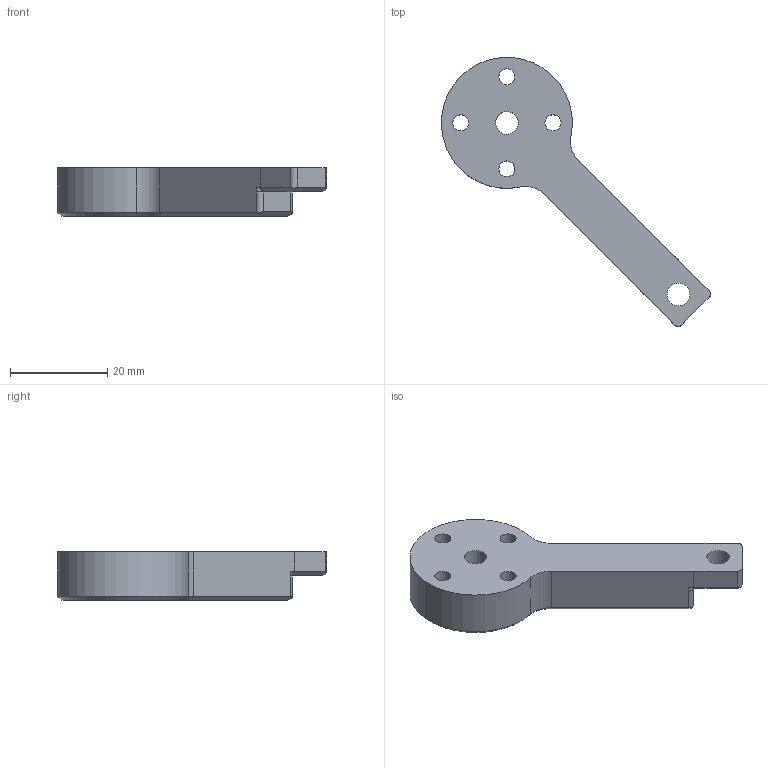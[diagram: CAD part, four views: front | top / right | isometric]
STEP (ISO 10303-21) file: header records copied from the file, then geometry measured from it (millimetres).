
FILE_DESCRIPTION(('FreeCAD Model'),'2;1');
FILE_NAME('Open CASCADE Shape Model','2025-10-03T20:52:33',(''),(''), 'Open CASCADE STEP processor 7.9','FreeCAD','Unknown');
FILE_SCHEMA(('AUTOMOTIVE_DESIGN { 1 0 10303 214 1 1 1 1 }'));
Length unit declared in the file: millimetre
Products named in the file (1): Arm
Bounding box: 55.41 x 55.41 x 10 mm (x, y, z)
Volume: 8434.3 mm3; surface area: 4111.1 mm2
Topology: 1 solids, 1 shells, 43 faces, 103 edges, 66 vertices
Faces by surface type: plane 21, cylinder 19, cone 3
Full cylindrical faces by diameter (mm): 3.3 x4, 4.7 x2, 5.6 x4
Entity records: 2725 total; most frequent: CARTESIAN_POINT 577, DIRECTION 412, LINE 218, VECTOR 218, ORIENTED_EDGE 206, PCURVE 206, DEFINITIONAL_REPRESENTATION 206, EDGE_CURVE 103
